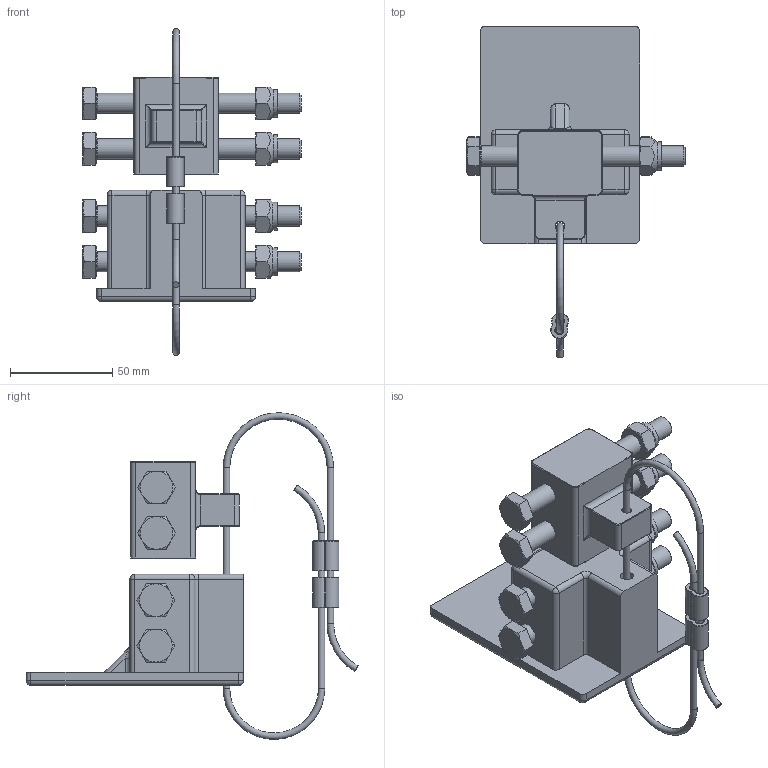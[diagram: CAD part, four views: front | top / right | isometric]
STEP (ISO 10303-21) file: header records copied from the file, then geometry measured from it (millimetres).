
FILE_DESCRIPTION((''),'2;1');
FILE_NAME('24900 ETA-4 DOUBLE END STOP ASSEMBLY.stp','2011-01-21T15:29:09',('jholman'),(''),'Autodesk Inventor 2009','Autodesk Inventor 2009','');
FILE_SCHEMA(('AUTOMOTIVE_DESIGN { 1 0 10303 214 1 1 1 1 }'));
Length unit declared in the file: inch
Products named in the file (7): 3D11C7F4C; 3D11B7F4C; 3D1193E4C; 3D11A5E4B; 3D11KKB4A; Hex Cap Screw - Metric M10 x 100; Prevailing Torque Type Hex Nut - Steel Metric Property Class 9 - Metric M10 x 1.5 Metal Type
Assembly tree (13 placements, depth 2):
  3D11C7F4C
    3D11B7F4C
    3D1193E4C
    3D11A5E4B
    3D11KKB4A  x2
    Hex Cap Screw - Metric M10 x 100  x4
    Prevailing Torque Type Hex Nut - Steel Metric Property Class 9 - Metric M10 x 1.5 Metal Type  x4
Bounding box: 106.64 x 162.34 x 159.68 mm (x, y, z)
Volume: 283272.9 mm3; surface area: 74846.5 mm2
Topology: 13 solids, 13 shells, 339 faces, 751 edges, 435 vertices
Faces by surface type: plane 106, cylinder 79, cone 64, torus 58, bspline 24, sphere 8
Full cylindrical faces by diameter (mm): 3.175 x3, 10 x4, 13.6 x4, 14.6 x4
Entity records: 5937 total; most frequent: CARTESIAN_POINT 1434, DIRECTION 991, ORIENTED_EDGE 810, AXIS2_PLACEMENT_3D 420, EDGE_CURVE 405, VERTEX_POINT 250, EDGE_LOOP 241, CIRCLE 206
